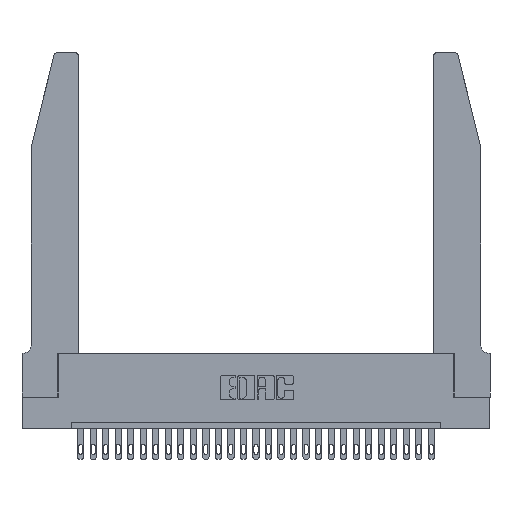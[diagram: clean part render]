
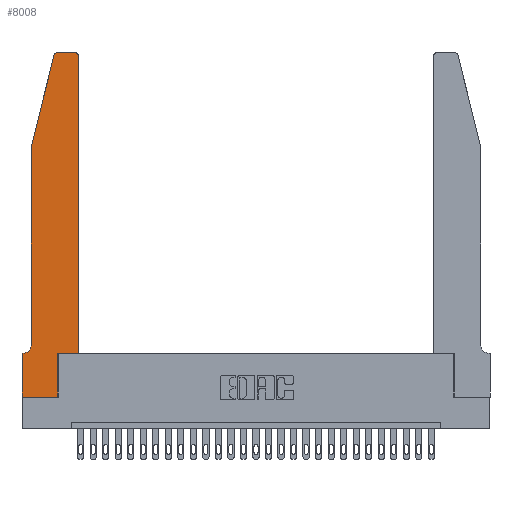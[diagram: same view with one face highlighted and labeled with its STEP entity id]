
A CAD part, top view. The second image highlights one B-rep face of the part: STEP entity #8008.
In plain terms, the highlighted planar face has unit normal (0, 0, 1).
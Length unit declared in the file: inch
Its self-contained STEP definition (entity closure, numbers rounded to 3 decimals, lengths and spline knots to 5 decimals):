
#241 = VERTEX_POINT ( 'NONE', #28268 ) ;
#551 = VERTEX_POINT ( 'NONE', #16240 ) ;
#566 = LINE ( 'NONE', #27294, #23128 ) ;
#578 = DIRECTION ( 'NONE',  ( 1., 0., 0. ) ) ;
#942 = CARTESIAN_POINT ( 'NONE',  ( 0., 0., 0.37 ) ) ;
#1038 = DIRECTION ( 'NONE',  ( 1., 0., 0. ) ) ;
#1384 = VECTOR ( 'NONE', #24922, 39.37008 ) ;
#1645 = ORIENTED_EDGE ( 'NONE', *, *, #11374, .T. ) ;
#1900 = EDGE_CURVE ( 'NONE', #21180, #11785, #17436, .T. ) ;
#2597 = VERTEX_POINT ( 'NONE', #18961 ) ;
#2795 = EDGE_CURVE ( 'NONE', #2597, #8552, #566, .T. ) ;
#3105 = AXIS2_PLACEMENT_3D ( 'NONE', #21033, #3459, #23135 ) ;
#3307 = CARTESIAN_POINT ( 'NONE',  ( 0., 0., 0.37 ) ) ;
#3459 = DIRECTION ( 'NONE',  ( 0., 0., 1. ) ) ;
#4126 = EDGE_CURVE ( 'NONE', #11785, #18940, #18265, .T. ) ;
#4140 = PLANE ( 'NONE',  #25698 ) ;
#4204 = ORIENTED_EDGE ( 'NONE', *, *, #13693, .T. ) ;
#4225 = DIRECTION ( 'NONE',  ( 1., 0., 0. ) ) ;
#4564 = CARTESIAN_POINT ( 'NONE',  ( 0.0755, 0.42, 0.37 ) ) ;
#4636 = VECTOR ( 'NONE', #1038, 39.37008 ) ;
#4857 = ORIENTED_EDGE ( 'NONE', *, *, #14582, .T. ) ;
#5089 = CIRCLE ( 'NONE', #3105, 0.03 ) ;
#5270 = CARTESIAN_POINT ( 'NONE',  ( 0.2605, 2.75, 0.37 ) ) ;
#5652 = CARTESIAN_POINT ( 'NONE',  ( 0., 0., 0.37 ) ) ;
#6386 = VERTEX_POINT ( 'NONE', #23939 ) ;
#7000 = CARTESIAN_POINT ( 'NONE',  ( 0.4505, 0.35, 0.37 ) ) ;
#7265 = ORIENTED_EDGE ( 'NONE', *, *, #1900, .T. ) ;
#7970 = DIRECTION ( 'NONE',  ( 0., 1., 0. ) ) ;
#8008 = ADVANCED_FACE ( 'NONE', ( #13257 ), #4140, .T. ) ;
#8552 = VERTEX_POINT ( 'NONE', #24895 ) ;
#8823 = EDGE_CURVE ( 'NONE', #18940, #2597, #22416, .T. ) ;
#8858 = CARTESIAN_POINT ( 'NONE',  ( 0.284, 2.72, 0.37 ) ) ;
#9030 = LINE ( 'NONE', #7000, #20007 ) ;
#9378 = EDGE_CURVE ( 'NONE', #8552, #241, #9030, .T. ) ;
#9448 = ORIENTED_EDGE ( 'NONE', *, *, #12570, .T. ) ;
#10244 = CARTESIAN_POINT ( 'NONE',  ( 0.284, 2.75, 0.37 ) ) ;
#10400 = AXIS2_PLACEMENT_3D ( 'NONE', #8858, #19871, #13462 ) ;
#10459 = CARTESIAN_POINT ( 'NONE',  ( 0., 0.35, 0.37 ) ) ;
#10515 = CARTESIAN_POINT ( 'NONE',  ( 0.4505, 2.72, 0.37 ) ) ;
#10804 = DIRECTION ( 'NONE',  ( -1., 0., 0. ) ) ;
#11374 = EDGE_CURVE ( 'NONE', #23541, #21180, #14122, .T. ) ;
#11726 = ORIENTED_EDGE ( 'NONE', *, *, #8823, .T. ) ;
#11785 = VERTEX_POINT ( 'NONE', #16684 ) ;
#12127 = CARTESIAN_POINT ( 'NONE',  ( 0.0055, 0.35, 0.37 ) ) ;
#12570 = EDGE_CURVE ( 'NONE', #6386, #18083, #13699, .T. ) ;
#12921 = ORIENTED_EDGE ( 'NONE', *, *, #25178, .T. ) ;
#13257 = FACE_OUTER_BOUND ( 'NONE', #20861, .T. ) ;
#13436 = VERTEX_POINT ( 'NONE', #10515 ) ;
#13462 = DIRECTION ( 'NONE',  ( 1., 0., 0. ) ) ;
#13693 = EDGE_CURVE ( 'NONE', #551, #23541, #23239, .T. ) ;
#13699 = LINE ( 'NONE', #5270, #25044 ) ;
#13778 = AXIS2_PLACEMENT_3D ( 'NONE', #26320, #22320, #10804 ) ;
#14122 = CIRCLE ( 'NONE', #13778, 0.07 ) ;
#14364 = DIRECTION ( 'NONE',  ( -1., 0., 0. ) ) ;
#14582 = EDGE_CURVE ( 'NONE', #18083, #22275, #23905, .T. ) ;
#14747 = DIRECTION ( 'NONE',  ( -0.239, -0.971, 0. ) ) ;
#15050 = ORIENTED_EDGE ( 'NONE', *, *, #23886, .T. ) ;
#15692 = DIRECTION ( 'NONE',  ( 0., -1., 0. ) ) ;
#16240 = CARTESIAN_POINT ( 'NONE',  ( 0.0755, 2., 0.37 ) ) ;
#16684 = CARTESIAN_POINT ( 'NONE',  ( 0., 0.35, 0.37 ) ) ;
#17436 = LINE ( 'NONE', #20421, #24977 ) ;
#17516 = ORIENTED_EDGE ( 'NONE', *, *, #4126, .T. ) ;
#18083 = VERTEX_POINT ( 'NONE', #10244 ) ;
#18265 = LINE ( 'NONE', #5652, #27878 ) ;
#18703 = VECTOR ( 'NONE', #26490, 39.37008 ) ;
#18940 = VERTEX_POINT ( 'NONE', #942 ) ;
#18961 = CARTESIAN_POINT ( 'NONE',  ( 0.2865, 0., 0.37 ) ) ;
#19300 = ORIENTED_EDGE ( 'NONE', *, *, #2795, .T. ) ;
#19871 = DIRECTION ( 'NONE',  ( 0., 0., 1. ) ) ;
#20007 = VECTOR ( 'NONE', #578, 39.37008 ) ;
#20197 = VECTOR ( 'NONE', #14747, 39.37008 ) ;
#20421 = CARTESIAN_POINT ( 'NONE',  ( 0.0755, 0.35, 0.37 ) ) ;
#20772 = LINE ( 'NONE', #26402, #18703 ) ;
#20861 = EDGE_LOOP ( 'NONE', ( #9448, #4857, #22245, #4204, #1645, #7265, #17516, #11726, #19300, #22706, #12921, #15050 ) ) ;
#21033 = CARTESIAN_POINT ( 'NONE',  ( 0.4205, 2.72, 0.37 ) ) ;
#21180 = VERTEX_POINT ( 'NONE', #12127 ) ;
#22137 = EDGE_CURVE ( 'NONE', #22275, #551, #27392, .T. ) ;
#22245 = ORIENTED_EDGE ( 'NONE', *, *, #22137, .T. ) ;
#22275 = VERTEX_POINT ( 'NONE', #26179 ) ;
#22320 = DIRECTION ( 'NONE',  ( 0., 0., -1. ) ) ;
#22340 = DIRECTION ( 'NONE',  ( -1., 0., 0. ) ) ;
#22416 = LINE ( 'NONE', #3307, #4636 ) ;
#22706 = ORIENTED_EDGE ( 'NONE', *, *, #9378, .T. ) ;
#23128 = VECTOR ( 'NONE', #7970, 39.37008 ) ;
#23135 = DIRECTION ( 'NONE',  ( 1., 0., 0. ) ) ;
#23239 = LINE ( 'NONE', #24712, #1384 ) ;
#23541 = VERTEX_POINT ( 'NONE', #4564 ) ;
#23846 = DIRECTION ( 'NONE',  ( 0., 0., 1. ) ) ;
#23886 = EDGE_CURVE ( 'NONE', #13436, #6386, #5089, .T. ) ;
#23905 = CIRCLE ( 'NONE', #10400, 0.03 ) ;
#23939 = CARTESIAN_POINT ( 'NONE',  ( 0.4205, 2.75, 0.37 ) ) ;
#24712 = CARTESIAN_POINT ( 'NONE',  ( 0.0755, 2., 0.37 ) ) ;
#24895 = CARTESIAN_POINT ( 'NONE',  ( 0.2865, 0.35, 0.37 ) ) ;
#24922 = DIRECTION ( 'NONE',  ( 0., -1., 0. ) ) ;
#24977 = VECTOR ( 'NONE', #22340, 39.37008 ) ;
#25044 = VECTOR ( 'NONE', #14364, 39.37008 ) ;
#25178 = EDGE_CURVE ( 'NONE', #241, #13436, #20772, .T. ) ;
#25552 = CARTESIAN_POINT ( 'NONE',  ( 0.0755, 2., 0.37 ) ) ;
#25698 = AXIS2_PLACEMENT_3D ( 'NONE', #10459, #23846, #4225 ) ;
#26179 = CARTESIAN_POINT ( 'NONE',  ( 0.25487, 2.72718, 0.37 ) ) ;
#26320 = CARTESIAN_POINT ( 'NONE',  ( 0.0055, 0.42, 0.37 ) ) ;
#26402 = CARTESIAN_POINT ( 'NONE',  ( 0.4505, 0.35, 0.37 ) ) ;
#26490 = DIRECTION ( 'NONE',  ( 0., 1., 0. ) ) ;
#27294 = CARTESIAN_POINT ( 'NONE',  ( 0.2865, 0.35, 0.37 ) ) ;
#27392 = LINE ( 'NONE', #25552, #20197 ) ;
#27878 = VECTOR ( 'NONE', #15692, 39.37008 ) ;
#28268 = CARTESIAN_POINT ( 'NONE',  ( 0.4505, 0.35, 0.37 ) ) ;
